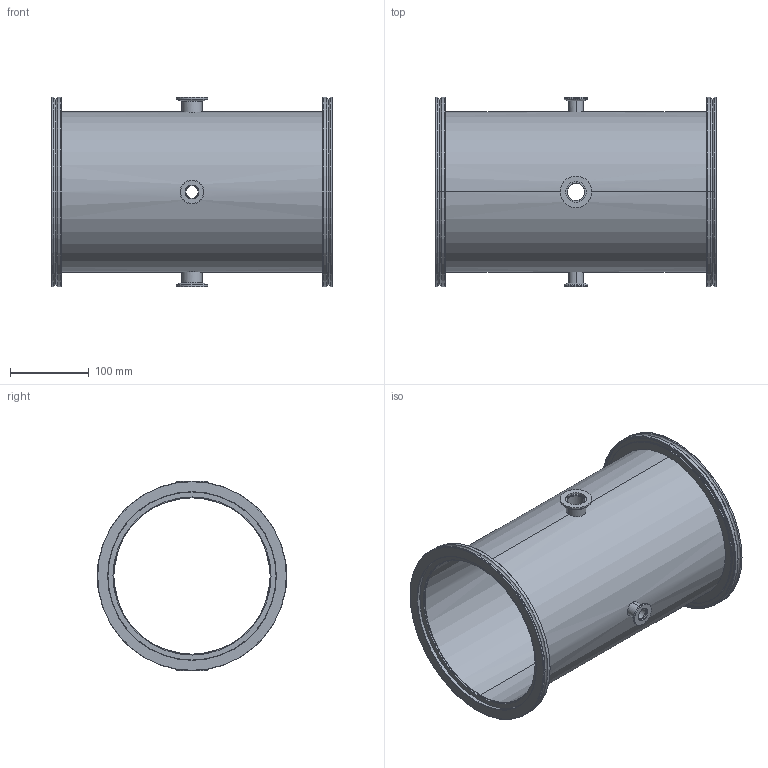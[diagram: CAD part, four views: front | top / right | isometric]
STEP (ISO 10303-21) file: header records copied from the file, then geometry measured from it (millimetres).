
FILE_DESCRIPTION (( 'STEP AP214' ), '1' );
FILE_NAME ('Hositrad_ISO-X6R-200.STEP', '2015-09-21T12:52:28', ( '' ), ( '' ), 'SwSTEP 2.0', 'SolidWorks 2015', '' );
FILE_SCHEMA (( 'AUTOMOTIVE_DESIGN' ));
Length unit declared in the file: millimetre
Products named in the file (5): Hositrad_ISO-X6R-200; Housing-6way ReducerCross-200; ISO-K-Weld-All_ISO200-203; KF16-19WS_KF16-19; KF25-WS
Assembly tree (7 placements, depth 2):
  Hositrad_ISO-X6R-200
    Housing-6way ReducerCross-200
    ISO-K-Weld-All_ISO200-203  x2
    KF16-19WS_KF16-19  x2
    KF25-WS  x2
Bounding box: 356 x 240 x 240 mm (x, y, z)
Volume: 804164.4 mm3; surface area: 546322.9 mm2
Topology: 7 solids, 7 shells, 170 faces, 364 edges, 220 vertices
Faces by surface type: cylinder 80, cone 32, plane 30, torus 20, bspline 8
Entity records: 5282 total; most frequent: CARTESIAN_POINT 2766, DIRECTION 522, ORIENTED_EDGE 456, EDGE_CURVE 228, AXIS2_PLACEMENT_3D 226, VERTEX_POINT 140, EDGE_LOOP 124, CIRCLE 122
